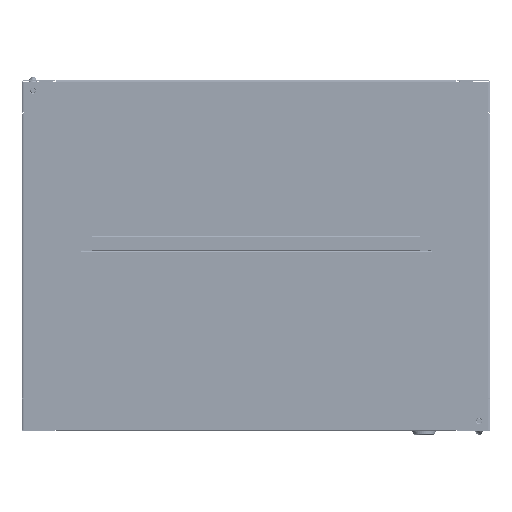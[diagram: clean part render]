
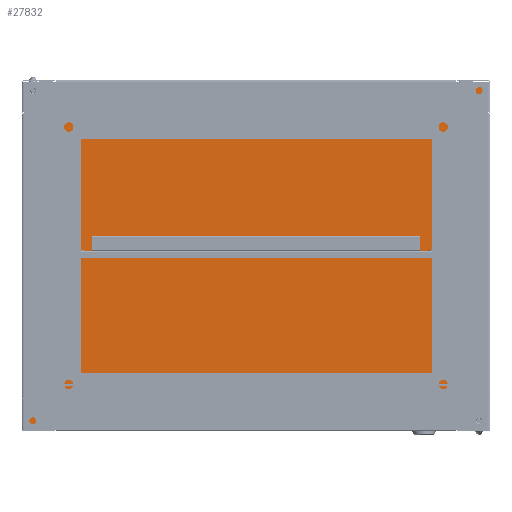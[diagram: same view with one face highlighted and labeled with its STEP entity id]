
A CAD part, front view. The second image highlights one B-rep face of the part: STEP entity #27832.
In plain terms, the highlighted face is planar.
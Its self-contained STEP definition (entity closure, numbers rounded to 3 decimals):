
#89 = LINE ( 'NONE', #4650, #61131 ) ;
#1451 = DIRECTION ( 'NONE',  ( -1., 0., 0. ) ) ;
#1474 = DIRECTION ( 'NONE',  ( 0., 0., -1. ) ) ;
#1600 = EDGE_CURVE ( 'NONE', #32305, #8993, #66394, .T. ) ;
#2588 = CARTESIAN_POINT ( 'NONE',  ( 579.5, 11.3, 0. ) ) ;
#2612 = VECTOR ( 'NONE', #19511, 1000. ) ;
#2933 = CARTESIAN_POINT ( 'NONE',  ( 596., 0., 0. ) ) ;
#2971 = CARTESIAN_POINT ( 'NONE',  ( 0., 0., 0. ) ) ;
#3149 = ORIENTED_EDGE ( 'NONE', *, *, #17336, .T. ) ;
#3837 = VERTEX_POINT ( 'NONE', #38717 ) ;
#3997 = VECTOR ( 'NONE', #25723, 1000. ) ;
#4650 = CARTESIAN_POINT ( 'NONE',  ( 0., 0., 0. ) ) ;
#4885 = CIRCLE ( 'NONE', #35031, 4.5 ) ;
#5597 = ORIENTED_EDGE ( 'NONE', *, *, #43730, .T. ) ;
#6688 = DIRECTION ( 'NONE',  ( -1., 0., 0. ) ) ;
#7299 = VERTEX_POINT ( 'NONE', #9713 ) ;
#7492 = ORIENTED_EDGE ( 'NONE', *, *, #53397, .T. ) ;
#8038 = FACE_OUTER_BOUND ( 'NONE', #52516, .T. ) ;
#8204 = DIRECTION ( 'NONE',  ( 1., 0., 0. ) ) ;
#8993 = VERTEX_POINT ( 'NONE', #20121 ) ;
#9713 = CARTESIAN_POINT ( 'NONE',  ( 16.5, 434.7, 0. ) ) ;
#11124 = VECTOR ( 'NONE', #23565, 1000. ) ;
#11258 = DIRECTION ( 'NONE',  ( 1., 0., 0. ) ) ;
#12014 = AXIS2_PLACEMENT_3D ( 'NONE', #52656, #20430, #36886 ) ;
#12181 = VERTEX_POINT ( 'NONE', #28284 ) ;
#12461 = VERTEX_POINT ( 'NONE', #37934 ) ;
#12715 = LINE ( 'NONE', #2933, #11124 ) ;
#13672 = DIRECTION ( 'NONE',  ( -1., 0., 0. ) ) ;
#13740 = ORIENTED_EDGE ( 'NONE', *, *, #44250, .T. ) ;
#15284 = VECTOR ( 'NONE', #18380, 1000. ) ;
#15485 = ORIENTED_EDGE ( 'NONE', *, *, #20785, .T. ) ;
#16091 = CARTESIAN_POINT ( 'NONE',  ( 0., 405., 0. ) ) ;
#17336 = EDGE_CURVE ( 'NONE', #8993, #23997, #46024, .T. ) ;
#17604 = CIRCLE ( 'NONE', #12014, 4.5 ) ;
#17967 = ORIENTED_EDGE ( 'NONE', *, *, #26034, .T. ) ;
#18363 = ORIENTED_EDGE ( 'NONE', *, *, #1600, .T. ) ;
#18369 = CARTESIAN_POINT ( 'NONE',  ( 596., 446., 0. ) ) ;
#18380 = DIRECTION ( 'NONE',  ( 0., -1., 0. ) ) ;
#18540 = EDGE_CURVE ( 'NONE', #57572, #12181, #17604, .T. ) ;
#19511 = DIRECTION ( 'NONE',  ( -1., 0., 0. ) ) ;
#19611 = ORIENTED_EDGE ( 'NONE', *, *, #66177, .T. ) ;
#19731 = LINE ( 'NONE', #2971, #51829 ) ;
#20121 = CARTESIAN_POINT ( 'NONE',  ( 0., 41., 0. ) ) ;
#20194 = EDGE_CURVE ( 'NONE', #23835, #20738, #12715, .T. ) ;
#20430 = DIRECTION ( 'NONE',  ( 0., 0., -1. ) ) ;
#20738 = VERTEX_POINT ( 'NONE', #44839 ) ;
#20785 = EDGE_CURVE ( 'NONE', #12181, #57572, #60208, .T. ) ;
#22118 = ORIENTED_EDGE ( 'NONE', *, *, #40551, .T. ) ;
#22797 = DIRECTION ( 'NONE',  ( -1., 0., 0. ) ) ;
#23140 = DIRECTION ( 'NONE',  ( 0., -1., 0. ) ) ;
#23565 = DIRECTION ( 'NONE',  ( 0., 1., 0. ) ) ;
#23782 = VERTEX_POINT ( 'NONE', #45124 ) ;
#23835 = VERTEX_POINT ( 'NONE', #39190 ) ;
#23997 = VERTEX_POINT ( 'NONE', #36510 ) ;
#24820 = DIRECTION ( 'NONE',  ( -1., 0., 0. ) ) ;
#24829 = LINE ( 'NONE', #67266, #46282 ) ;
#25723 = DIRECTION ( 'NONE',  ( -1., 0., 0. ) ) ;
#25799 = DIRECTION ( 'NONE',  ( 1., 0., 0. ) ) ;
#26034 = EDGE_CURVE ( 'NONE', #3837, #63085, #24829, .T. ) ;
#26172 = CARTESIAN_POINT ( 'NONE',  ( 596., 0., 0. ) ) ;
#27129 = ORIENTED_EDGE ( 'NONE', *, *, #66407, .T. ) ;
#27282 = EDGE_CURVE ( 'NONE', #49264, #50238, #45783, .T. ) ;
#27544 = CARTESIAN_POINT ( 'NONE',  ( 0., 446., 0. ) ) ;
#27681 = EDGE_CURVE ( 'NONE', #23997, #38641, #19731, .T. ) ;
#27832 = ADVANCED_FACE ( 'NONE', ( #34627, #29728, #8038 ), #29374, .F. ) ;
#28018 = LINE ( 'NONE', #59921, #28798 ) ;
#28284 = CARTESIAN_POINT ( 'NONE',  ( 588.5, 11.3, 0. ) ) ;
#28377 = DIRECTION ( 'NONE',  ( 0., 0., -1. ) ) ;
#28798 = VECTOR ( 'NONE', #6688, 1000. ) ;
#28889 = CARTESIAN_POINT ( 'NONE',  ( 0., 0., 0. ) ) ;
#29374 = PLANE ( 'NONE',  #61965 ) ;
#29387 = DIRECTION ( 'NONE',  ( 0., 1., 0. ) ) ;
#29728 = FACE_BOUND ( 'NONE', #30184, .T. ) ;
#30184 = EDGE_LOOP ( 'NONE', ( #27129, #64271 ) ) ;
#31304 = ORIENTED_EDGE ( 'NONE', *, *, #55015, .T. ) ;
#31524 = CARTESIAN_POINT ( 'NONE',  ( 7.5, 434.7, 0. ) ) ;
#32093 = ORIENTED_EDGE ( 'NONE', *, *, #20194, .T. ) ;
#32305 = VERTEX_POINT ( 'NONE', #16091 ) ;
#32546 = VECTOR ( 'NONE', #47542, 1000. ) ;
#32941 = LINE ( 'NONE', #45187, #62764 ) ;
#34627 = FACE_BOUND ( 'NONE', #45804, .T. ) ;
#35031 = AXIS2_PLACEMENT_3D ( 'NONE', #49404, #28377, #1451 ) ;
#36312 = CARTESIAN_POINT ( 'NONE',  ( 0., 0., 0. ) ) ;
#36362 = ORIENTED_EDGE ( 'NONE', *, *, #18540, .T. ) ;
#36473 = CIRCLE ( 'NONE', #37573, 4.5 ) ;
#36510 = CARTESIAN_POINT ( 'NONE',  ( 0., 0., 0. ) ) ;
#36886 = DIRECTION ( 'NONE',  ( -1., 0., 0. ) ) ;
#37005 = VERTEX_POINT ( 'NONE', #31524 ) ;
#37573 = AXIS2_PLACEMENT_3D ( 'NONE', #49418, #1474, #22797 ) ;
#37934 = CARTESIAN_POINT ( 'NONE',  ( 555., 0., 0. ) ) ;
#38641 = VERTEX_POINT ( 'NONE', #39133 ) ;
#38717 = CARTESIAN_POINT ( 'NONE',  ( 596., 405., 0. ) ) ;
#39092 = AXIS2_PLACEMENT_3D ( 'NONE', #40283, #45888, #13672 ) ;
#39133 = CARTESIAN_POINT ( 'NONE',  ( 41., 0., 0. ) ) ;
#39190 = CARTESIAN_POINT ( 'NONE',  ( 596., 0., 0. ) ) ;
#40283 = CARTESIAN_POINT ( 'NONE',  ( 584., 11.3, 0. ) ) ;
#40551 = EDGE_CURVE ( 'NONE', #20738, #3837, #62327, .T. ) ;
#41573 = LINE ( 'NONE', #36312, #53088 ) ;
#43730 = EDGE_CURVE ( 'NONE', #38641, #12461, #41573, .T. ) ;
#44250 = EDGE_CURVE ( 'NONE', #63085, #23782, #46413, .T. ) ;
#44839 = CARTESIAN_POINT ( 'NONE',  ( 596., 41., 0. ) ) ;
#45098 = EDGE_CURVE ( 'NONE', #7299, #37005, #36473, .T. ) ;
#45124 = CARTESIAN_POINT ( 'NONE',  ( 555., 446., 0. ) ) ;
#45187 = CARTESIAN_POINT ( 'NONE',  ( 0., 0., 0. ) ) ;
#45783 = LINE ( 'NONE', #67201, #2612 ) ;
#45804 = EDGE_LOOP ( 'NONE', ( #36362, #15485 ) ) ;
#45888 = DIRECTION ( 'NONE',  ( 0., 0., -1. ) ) ;
#46024 = LINE ( 'NONE', #57566, #52207 ) ;
#46282 = VECTOR ( 'NONE', #29387, 1000. ) ;
#46413 = LINE ( 'NONE', #57608, #3997 ) ;
#47542 = DIRECTION ( 'NONE',  ( 0., 1., 0. ) ) ;
#47954 = ORIENTED_EDGE ( 'NONE', *, *, #27681, .T. ) ;
#49264 = VERTEX_POINT ( 'NONE', #52101 ) ;
#49404 = CARTESIAN_POINT ( 'NONE',  ( 12., 434.7, 0. ) ) ;
#49418 = CARTESIAN_POINT ( 'NONE',  ( 12., 434.7, 0. ) ) ;
#50238 = VERTEX_POINT ( 'NONE', #27544 ) ;
#50732 = DIRECTION ( 'NONE',  ( 0., 0., -1. ) ) ;
#51094 = CARTESIAN_POINT ( 'NONE',  ( 0., 0., 0. ) ) ;
#51829 = VECTOR ( 'NONE', #8204, 1000. ) ;
#52101 = CARTESIAN_POINT ( 'NONE',  ( 41., 446., 0. ) ) ;
#52207 = VECTOR ( 'NONE', #68795, 1000. ) ;
#52516 = EDGE_LOOP ( 'NONE', ( #7492, #18363, #3149, #47954, #5597, #19611, #32093, #22118, #17967, #13740, #31304, #66196 ) ) ;
#52656 = CARTESIAN_POINT ( 'NONE',  ( 584., 11.3, 0. ) ) ;
#53088 = VECTOR ( 'NONE', #25799, 1000. ) ;
#53397 = EDGE_CURVE ( 'NONE', #50238, #32305, #32941, .T. ) ;
#55015 = EDGE_CURVE ( 'NONE', #23782, #49264, #28018, .T. ) ;
#57566 = CARTESIAN_POINT ( 'NONE',  ( 0., 0., 0. ) ) ;
#57572 = VERTEX_POINT ( 'NONE', #2588 ) ;
#57608 = CARTESIAN_POINT ( 'NONE',  ( 0., 446., 0. ) ) ;
#59921 = CARTESIAN_POINT ( 'NONE',  ( 0., 446., 0. ) ) ;
#60208 = CIRCLE ( 'NONE', #39092, 4.5 ) ;
#61131 = VECTOR ( 'NONE', #11258, 1000. ) ;
#61965 = AXIS2_PLACEMENT_3D ( 'NONE', #51094, #50732, #24820 ) ;
#62327 = LINE ( 'NONE', #26172, #32546 ) ;
#62764 = VECTOR ( 'NONE', #23140, 1000. ) ;
#63085 = VERTEX_POINT ( 'NONE', #18369 ) ;
#64271 = ORIENTED_EDGE ( 'NONE', *, *, #45098, .T. ) ;
#66177 = EDGE_CURVE ( 'NONE', #12461, #23835, #89, .T. ) ;
#66196 = ORIENTED_EDGE ( 'NONE', *, *, #27282, .T. ) ;
#66394 = LINE ( 'NONE', #28889, #15284 ) ;
#66407 = EDGE_CURVE ( 'NONE', #37005, #7299, #4885, .T. ) ;
#67201 = CARTESIAN_POINT ( 'NONE',  ( 0., 446., 0. ) ) ;
#67266 = CARTESIAN_POINT ( 'NONE',  ( 596., 0., 0. ) ) ;
#68795 = DIRECTION ( 'NONE',  ( 0., -1., 0. ) ) ;
